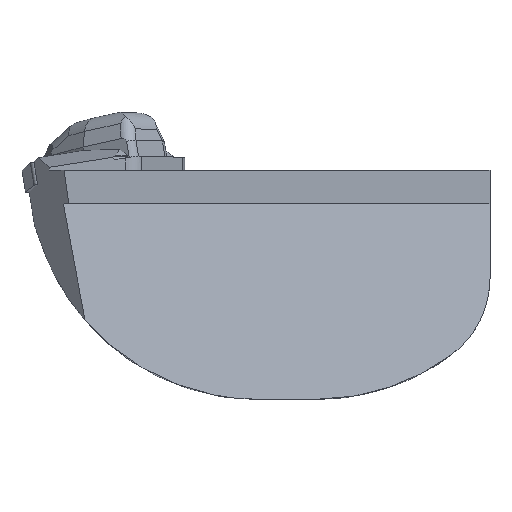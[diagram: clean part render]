
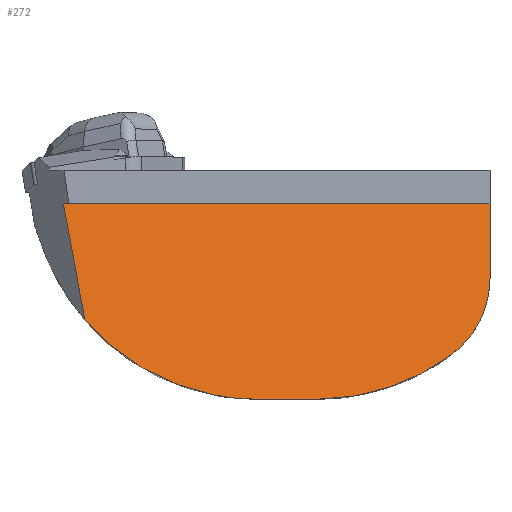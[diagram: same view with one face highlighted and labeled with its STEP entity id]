
A CAD part, top view. The second image highlights one B-rep face of the part: STEP entity #272.
In plain terms, the highlighted planar face has unit normal (0, 0.259, 0.966).
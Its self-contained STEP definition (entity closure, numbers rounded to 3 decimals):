
#134=ELLIPSE('',#1682,49.693,48.);
#135=ELLIPSE('',#1685,49.693,48.);
#136=ELLIPSE('',#1688,20.706,20.);
#272=ADVANCED_FACE('',(#399),#328,.F.);
#328=PLANE('',#1689);
#399=FACE_OUTER_BOUND('',#480,.T.);
#480=EDGE_LOOP('',(#852,#853,#854,#855,#856,#857,#858));
#852=ORIENTED_EDGE('',*,*,#1254,.F.);
#853=ORIENTED_EDGE('',*,*,#1211,.T.);
#854=ORIENTED_EDGE('',*,*,#1247,.T.);
#855=ORIENTED_EDGE('',*,*,#1253,.T.);
#856=ORIENTED_EDGE('',*,*,#1251,.T.);
#857=ORIENTED_EDGE('',*,*,#1255,.T.);
#858=ORIENTED_EDGE('',*,*,#1256,.T.);
#1021=VERTEX_POINT('',#2495);
#1022=VERTEX_POINT('',#2497);
#1048=VERTEX_POINT('',#2570);
#1050=VERTEX_POINT('',#2576);
#1051=VERTEX_POINT('',#2578);
#1052=VERTEX_POINT('',#2584);
#1053=VERTEX_POINT('',#2586);
#1211=EDGE_CURVE('',#1022,#1021,#1381,.T.);
#1247=EDGE_CURVE('',#1021,#1048,#134,.T.);
#1251=EDGE_CURVE('',#1051,#1050,#135,.T.);
#1253=EDGE_CURVE('',#1048,#1051,#1410,.T.);
#1254=EDGE_CURVE('',#1022,#1052,#1411,.T.);
#1255=EDGE_CURVE('',#1050,#1053,#136,.T.);
#1256=EDGE_CURVE('',#1053,#1052,#1412,.T.);
#1381=LINE('',#2496,#1536);
#1410=LINE('',#2581,#1565);
#1411=LINE('',#2583,#1566);
#1412=LINE('',#2587,#1567);
#1536=VECTOR('',#1984,1.);
#1565=VECTOR('',#2057,1.);
#1566=VECTOR('',#2060,1.);
#1567=VECTOR('',#2063,1.);
#1682=AXIS2_PLACEMENT_3D('',#2569,#2044,#2045);
#1685=AXIS2_PLACEMENT_3D('',#2577,#2052,#2053);
#1688=AXIS2_PLACEMENT_3D('',#2585,#2061,#2062);
#1689=AXIS2_PLACEMENT_3D('',#2588,#2064,#2065);
#1984=DIRECTION('',(0.178,-0.951,0.255));
#2044=DIRECTION('',(0.,0.259,0.966));
#2045=DIRECTION('',(0.,-0.966,0.259));
#2052=DIRECTION('',(0.,0.259,0.966));
#2053=DIRECTION('',(0.,-0.966,0.259));
#2057=DIRECTION('',(1.,0.,0.));
#2060=DIRECTION('',(1.,0.,0.));
#2061=DIRECTION('',(0.,0.259,0.966));
#2062=DIRECTION('',(0.,-0.966,0.259));
#2063=DIRECTION('',(0.,0.966,-0.259));
#2064=DIRECTION('',(0.,-0.259,-0.966));
#2065=DIRECTION('',(0.,-0.966,0.259));
#2495=CARTESIAN_POINT('',(-48.291,-31.416,6.542));
#2496=CARTESIAN_POINT('',(-46.922,-38.729,8.502));
#2497=CARTESIAN_POINT('',(-52.862,-7.,0.));
#2569=CARTESIAN_POINT('',(-12.,0.,-1.876));
#2570=CARTESIAN_POINT('',(-12.,-48.,10.986));
#2576=CARTESIAN_POINT('',(28.286,-38.78,8.516));
#2577=CARTESIAN_POINT('',(0.,0.,-1.876));
#2578=CARTESIAN_POINT('',(0.,-48.,10.986));
#2581=CARTESIAN_POINT('',(-100.,-48.,10.986));
#2583=CARTESIAN_POINT('',(-100.,-7.,0.));
#2584=CARTESIAN_POINT('',(36.5,-7.,0.));
#2585=CARTESIAN_POINT('',(16.5,-22.622,4.186));
#2586=CARTESIAN_POINT('',(36.5,-22.622,4.186));
#2587=CARTESIAN_POINT('',(36.5,-48.,10.986));
#2588=CARTESIAN_POINT('',(-100.,-48.,10.986));
